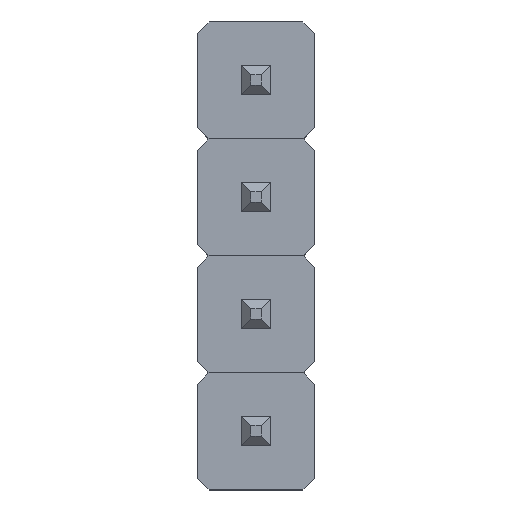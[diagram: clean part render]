
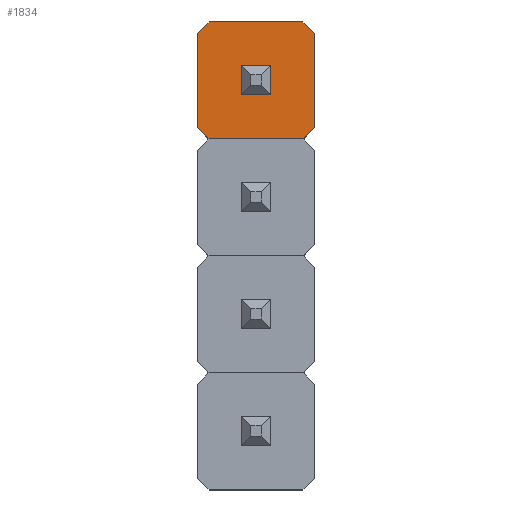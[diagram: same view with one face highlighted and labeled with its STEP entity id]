
A CAD part, top view. The second image highlights one B-rep face of the part: STEP entity #1834.
In plain terms, the highlighted planar face has unit normal (0, 0, 1).
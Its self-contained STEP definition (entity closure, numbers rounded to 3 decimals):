
#30=FACE_BOUND('',#164,.T.);
#50=FACE_OUTER_BOUND('',#163,.T.);
#163=EDGE_LOOP('',(#1257,#1258,#1259,#1260,#1261,#1262,#1263,#1264));
#164=EDGE_LOOP('',(#1265,#1266,#1267,#1268));
#269=LINE('',#2552,#525);
#275=LINE('',#2563,#531);
#286=LINE('',#2587,#542);
#289=LINE('',#2592,#545);
#291=LINE('',#2595,#547);
#292=LINE('',#2599,#548);
#295=LINE('',#2603,#551);
#297=LINE('',#2608,#553);
#299=LINE('',#2612,#555);
#301=LINE('',#2616,#557);
#303=LINE('',#2619,#559);
#304=LINE('',#2621,#560);
#525=VECTOR('',#2070,10.);
#531=VECTOR('',#2078,10.);
#542=VECTOR('',#2093,10.);
#545=VECTOR('',#2098,10.);
#547=VECTOR('',#2102,10.);
#548=VECTOR('',#2105,10.);
#551=VECTOR('',#2110,10.);
#553=VECTOR('',#2114,10.);
#555=VECTOR('',#2118,10.);
#557=VECTOR('',#2122,10.);
#559=VECTOR('',#2126,10.);
#560=VECTOR('',#2129,10.);
#781=VERTEX_POINT('',#2550);
#782=VERTEX_POINT('',#2551);
#786=VERTEX_POINT('',#2561);
#796=VERTEX_POINT('',#2585);
#797=VERTEX_POINT('',#2586);
#798=VERTEX_POINT('',#2591);
#799=VERTEX_POINT('',#2597);
#800=VERTEX_POINT('',#2598);
#801=VERTEX_POINT('',#2605);
#802=VERTEX_POINT('',#2607);
#803=VERTEX_POINT('',#2611);
#804=VERTEX_POINT('',#2615);
#941=EDGE_CURVE('',#781,#782,#269,.T.);
#947=EDGE_CURVE('',#781,#786,#275,.T.);
#958=EDGE_CURVE('',#796,#797,#286,.T.);
#961=EDGE_CURVE('',#798,#797,#289,.T.);
#963=EDGE_CURVE('',#798,#786,#291,.T.);
#964=EDGE_CURVE('',#799,#800,#292,.T.);
#967=EDGE_CURVE('',#796,#800,#295,.T.);
#969=EDGE_CURVE('',#802,#801,#297,.T.);
#971=EDGE_CURVE('',#803,#802,#299,.T.);
#973=EDGE_CURVE('',#804,#803,#301,.T.);
#975=EDGE_CURVE('',#801,#804,#303,.T.);
#976=EDGE_CURVE('',#799,#782,#304,.T.);
#1257=ORIENTED_EDGE('',*,*,#941,.F.);
#1258=ORIENTED_EDGE('',*,*,#947,.T.);
#1259=ORIENTED_EDGE('',*,*,#963,.F.);
#1260=ORIENTED_EDGE('',*,*,#961,.T.);
#1261=ORIENTED_EDGE('',*,*,#958,.F.);
#1262=ORIENTED_EDGE('',*,*,#967,.T.);
#1263=ORIENTED_EDGE('',*,*,#964,.F.);
#1264=ORIENTED_EDGE('',*,*,#976,.T.);
#1265=ORIENTED_EDGE('',*,*,#975,.T.);
#1266=ORIENTED_EDGE('',*,*,#973,.T.);
#1267=ORIENTED_EDGE('',*,*,#971,.T.);
#1268=ORIENTED_EDGE('',*,*,#969,.T.);
#1722=PLANE('',#1967);
#1834=ADVANCED_FACE('',(#50,#30),#1722,.T.);
#1967=AXIS2_PLACEMENT_3D('',#2622,#2130,#2131);
#2070=DIRECTION('',(-0.707,-0.707,0.));
#2078=DIRECTION('',(0.,1.,0.));
#2093=DIRECTION('',(0.707,0.707,0.));
#2098=DIRECTION('',(-1.,0.,0.));
#2102=DIRECTION('',(0.707,-0.707,0.));
#2105=DIRECTION('',(-0.707,0.707,0.));
#2110=DIRECTION('',(0.,-1.,0.));
#2114=DIRECTION('',(0.,1.,0.));
#2118=DIRECTION('',(-1.,0.,0.));
#2122=DIRECTION('',(0.,-1.,0.));
#2126=DIRECTION('',(1.,0.,0.));
#2129=DIRECTION('',(1.,0.,0.));
#2130=DIRECTION('center_axis',(0.,0.,1.));
#2131=DIRECTION('ref_axis',(1.,0.,0.));
#2550=CARTESIAN_POINT('',(2.54,0.25,2.8));
#2551=CARTESIAN_POINT('',(2.29,0.,2.8));
#2552=CARTESIAN_POINT('',(2.415,0.125,2.8));
#2561=CARTESIAN_POINT('',(2.54,2.29,2.8));
#2563=CARTESIAN_POINT('',(2.54,0.,2.8));
#2585=CARTESIAN_POINT('',(0.,2.29,2.8));
#2586=CARTESIAN_POINT('',(0.25,2.54,2.8));
#2587=CARTESIAN_POINT('',(0.125,2.415,2.8));
#2591=CARTESIAN_POINT('',(2.29,2.54,2.8));
#2592=CARTESIAN_POINT('',(2.54,2.54,2.8));
#2595=CARTESIAN_POINT('',(2.415,2.415,2.8));
#2597=CARTESIAN_POINT('',(0.25,0.,2.8));
#2598=CARTESIAN_POINT('',(0.,0.25,2.8));
#2599=CARTESIAN_POINT('',(0.125,0.125,2.8));
#2603=CARTESIAN_POINT('',(0.,2.54,2.8));
#2605=CARTESIAN_POINT('',(0.955,1.585,2.8));
#2607=CARTESIAN_POINT('',(0.955,0.955,2.8));
#2608=CARTESIAN_POINT('',(0.955,0.955,2.8));
#2611=CARTESIAN_POINT('',(1.585,0.955,2.8));
#2612=CARTESIAN_POINT('',(1.585,0.955,2.8));
#2615=CARTESIAN_POINT('',(1.585,1.585,2.8));
#2616=CARTESIAN_POINT('',(1.585,1.585,2.8));
#2619=CARTESIAN_POINT('',(0.955,1.585,2.8));
#2621=CARTESIAN_POINT('',(0.,0.,2.8));
#2622=CARTESIAN_POINT('Origin',(1.27,1.27,2.8));
